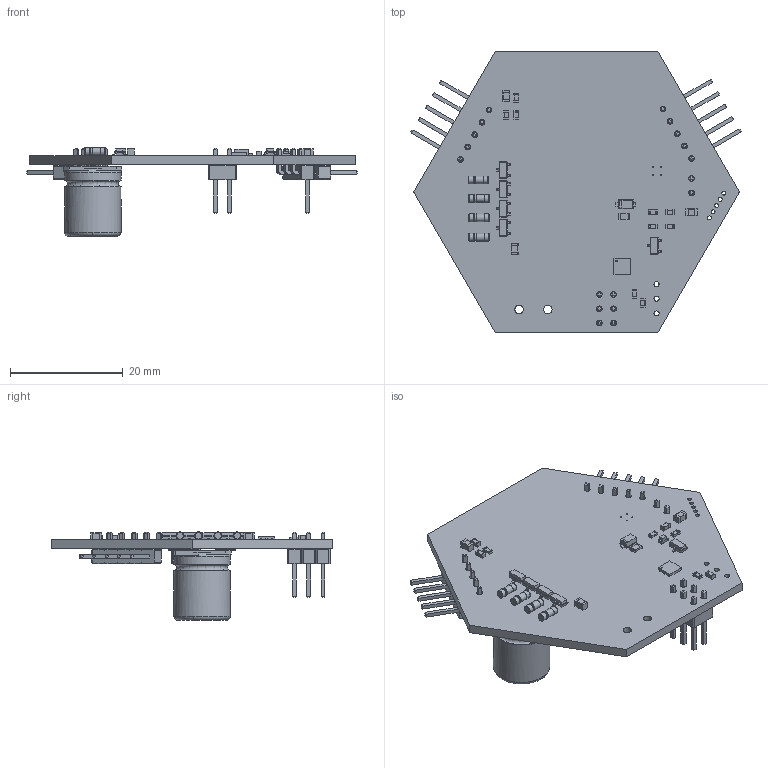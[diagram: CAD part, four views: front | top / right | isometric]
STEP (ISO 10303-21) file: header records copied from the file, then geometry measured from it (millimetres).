
FILE_DESCRIPTION(('KiCad electronic assembly'),'2;1');
FILE_NAME('KiCAD_Board.step','2021-03-06T16:32:29',('An Author'),( 'A Company'),'Open CASCADE STEP processor 6.9', 'KiCad to STEP converter','Unknown');
FILE_SCHEMA(('AUTOMOTIVE_DESIGN { 1 0 10303 214 1 1 1 1 }'));
Length unit declared in the file: millimetre
Products named in the file (28): Open CASCADE STEP translator 6.9 1; D_SOD-123F; SOLID; CP_Elec_10x12.6; PinHeader_2x03_P2.54mm_Vertical; C_0603_1608Metric; R_0603_1608Metric; C_0805_2012Metric; R_0805_2012Metric; LED_0603_1608Metric; PinHeader_1x02_P2.54mm_Vertical; PinHeader_1x05_P2.54mm_Horizontal; D_MiniMELF; DFN-6-1EP_3x3mm_P1mm_EP1.5x2.4mm; SOT-23; COMPOUND
Assembly tree (43 placements, depth 3):
  Open CASCADE STEP translator 6.9 1
    D_SOD-123F
      SOLID
    CP_Elec_10x12.6
      SOLID
    PinHeader_2x03_P2.54mm_Vertical
      SOLID
    C_0603_1608Metric  x4
      SOLID
    R_0603_1608Metric  x4
      SOLID
    C_0805_2012Metric  x3
      SOLID
    R_0805_2012Metric
      SOLID
    LED_0603_1608Metric
      SOLID
    PinHeader_1x02_P2.54mm_Vertical
      SOLID
    PinHeader_1x05_P2.54mm_Horizontal  x2
      SOLID
    D_MiniMELF  x4
      SOLID
    DFN-6-1EP_3x3mm_P1mm_EP1.5x2.4mm
      SOLID
    SOT-23  x5
      SOLID
    COMPOUND
Bounding box: 58.57 x 50 x 15.7 mm (x, y, z)
Volume: 4846.3 mm3; surface area: 6649.1 mm2
Topology: 30 solids, 30 shells, 1426 faces, 3472 edges, 2177 vertices
Faces by surface type: plane 1001, cylinder 265, bspline 147, revolution 9, torus 4
Full cylindrical faces by diameter (mm): 0.2 x5, 0.7 x5, 0.9 x3, 1 x18, 1.35 x8, 1.4 x12, 1.52 x2, 10 x2
Entity records: 50272 total; most frequent: CARTESIAN_POINT 8308, DIRECTION 6875, LINE 4779, VECTOR 4779, ORIENTED_EDGE 3580, PCURVE 3580, DEFINITIONAL_REPRESENTATION 3580, EDGE_CURVE 1790
